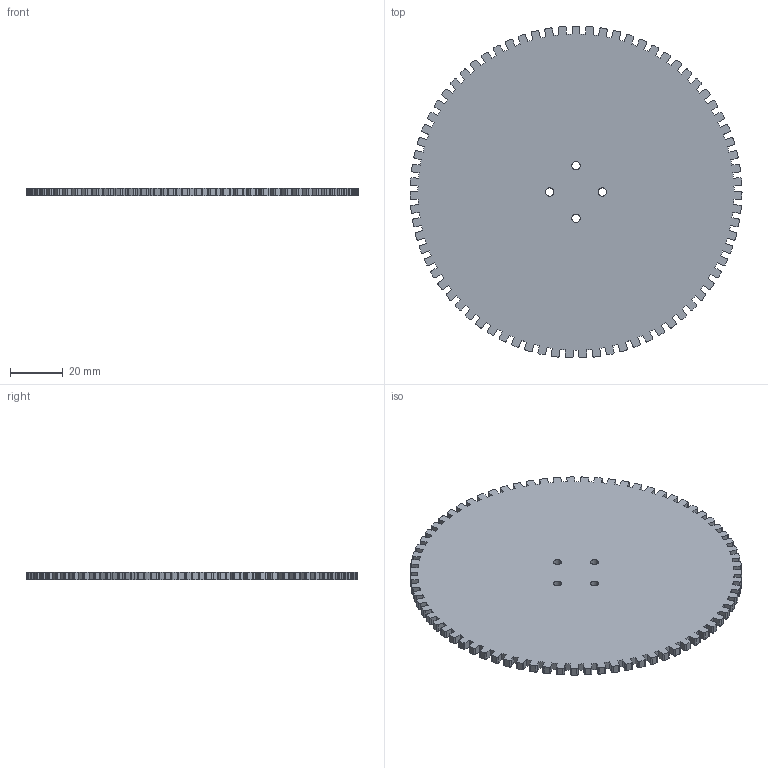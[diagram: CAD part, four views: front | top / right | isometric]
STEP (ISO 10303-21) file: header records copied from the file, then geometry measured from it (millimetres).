
FILE_DESCRIPTION (( 'STEP AP214' ), '1' );
FILE_NAME ('wheel.STEP', '2022-11-02T23:42:54', ( '' ), ( '' ), 'SwSTEP 2.0', 'SolidWorks 2021', '' );
FILE_SCHEMA (( 'AUTOMOTIVE_DESIGN' ));
Length unit declared in the file: millimetre
Products named in the file (1): wheel
Bounding box: 126.01 x 125.99 x 3 mm (x, y, z)
Volume: 35843.7 mm3; surface area: 26405.4 mm2
Topology: 1 solids, 1 shells, 497 faces, 1485 edges, 990 vertices
Faces by surface type: cylinder 270, plane 227
Entity records: 16949 total; most frequent: DIRECTION 3021, CARTESIAN_POINT 2973, ORIENTED_EDGE 2970, EDGE_CURVE 1485, AXIS2_PLACEMENT_3D 1038, VERTEX_POINT 990, LINE 945, VECTOR 945
